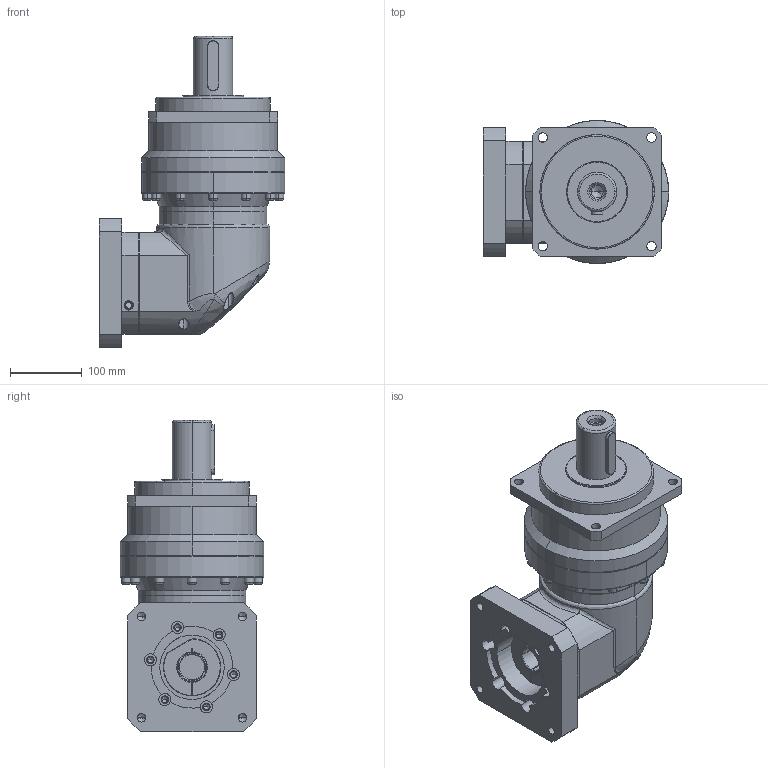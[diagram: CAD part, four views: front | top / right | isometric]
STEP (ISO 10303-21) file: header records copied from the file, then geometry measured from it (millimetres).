
FILE_DESCRIPTION (( 'STEP AP214' ), '1' );
FILE_NAME ('PBL180-L2-35-114.3-200M12.STEP', '2023-06-30T05:47:23', ( 'admin' ), ( '' ), 'SwSTEP 2.0', 'SolidWorks 2013', '' );
FILE_SCHEMA (( 'AUTOMOTIVE_DESIGN' ));
Length unit declared in the file: millimetre
Products named in the file (6): PB180_X2_8F9351FA7AEF_X0_2; SBL142_X2_8F9351656CD55170_X0_-_X2_03C6_X0_114.3-_X2_03C6_X0_200M12; SBL142_X2_8F9351658F7495017D2773AF_X0_-35; SDL140-35; SD200_X2_4E007EA78F9351657AEF_X0_-35; PBL180-L2-35-114.3-200M12
Assembly tree (5 placements, depth 2):
  PBL180-L2-35-114.3-200M12
    SD200_X2_4E007EA78F9351657AEF_X0_-35
    SDL140-35
    SBL142_X2_8F9351658F7495017D2773AF_X0_-35
    SBL142_X2_8F9351656CD55170_X0_-_X2_03C6_X0_114.3-_X2_03C6_X0_200M12
    PB180_X2_8F9351FA7AEF_X0_2
Bounding box: 259 x 200 x 434.9 mm (x, y, z)
Volume: 8810795.2 mm3; surface area: 596055.5 mm2
Topology: 7 solids, 7 shells, 704 faces, 1771 edges, 1070 vertices
Faces by surface type: cylinder 276, plane 211, bspline 111, cone 106
Entity records: 38198 total; most frequent: CARTESIAN_POINT 14236, ORIENTED_EDGE 3374, DIRECTION 3224, EDGE_CURVE 1687, AXIS2_PLACEMENT_3D 1232, VERTEX_POINT 1070, EDGE_LOOP 825, LINE 760
